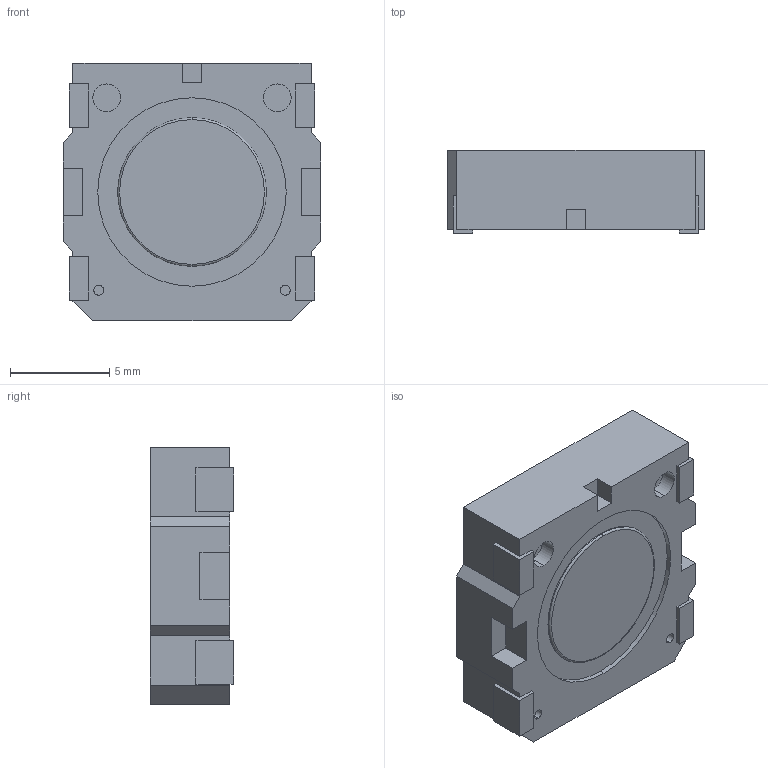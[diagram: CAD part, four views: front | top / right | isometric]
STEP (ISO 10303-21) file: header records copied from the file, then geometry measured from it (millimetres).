
FILE_DESCRIPTION (( 'STEP AP214' ), '1' );
FILE_NAME ('泂え嶽務1340.STEP', '2023-05-06T16:45:07', ( '' ), ( '' ), 'SwSTEP 2.0', 'SolidWorks 2020', '' );
FILE_SCHEMA (( 'AUTOMOTIVE_DESIGN' ));
Length unit declared in the file: millimetre
Products named in the file (1): 泂え嶽務1340
Bounding box: 13 x 4.2 x 13 mm (x, y, z)
Volume: 612 mm3; surface area: 591.3 mm2
Topology: 1 solids, 1 shells, 88 faces, 242 edges, 160 vertices
Faces by surface type: plane 72, cylinder 14, torus 2
Entity records: 3755 total; most frequent: CARTESIAN_POINT 491, ORIENTED_EDGE 484, DIRECTION 460, EDGE_CURVE 242, LINE 202, VECTOR 202, VERTEX_POINT 160, AXIS2_PLACEMENT_3D 129
